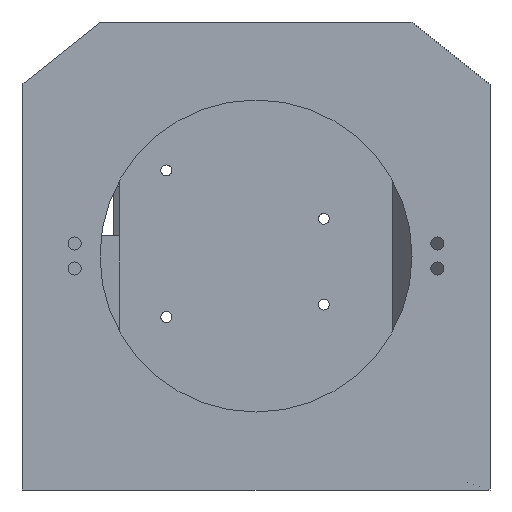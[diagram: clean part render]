
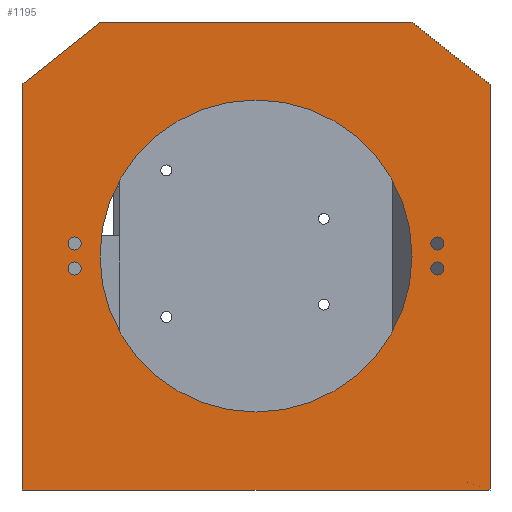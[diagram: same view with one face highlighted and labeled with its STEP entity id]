
A CAD part, front view. The second image highlights one B-rep face of the part: STEP entity #1195.
In plain terms, the highlighted planar face has unit normal (0, -1, 0).
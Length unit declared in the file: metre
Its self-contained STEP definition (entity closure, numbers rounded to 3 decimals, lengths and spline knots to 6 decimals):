
#12=LINE('',#1709,#145);
#13=LINE('',#1712,#146);
#14=LINE('',#1714,#147);
#15=LINE('',#1716,#148);
#16=LINE('',#1718,#149);
#17=LINE('',#1720,#150);
#145=VECTOR('',#1392,1.);
#146=VECTOR('',#1393,1.);
#147=VECTOR('',#1394,1.);
#148=VECTOR('',#1395,1.);
#149=VECTOR('',#1396,1.);
#150=VECTOR('',#1397,1.);
#278=PLANE('',#1282);
#338=ORIENTED_EDGE('',*,*,#660,.F.);
#339=ORIENTED_EDGE('',*,*,#661,.F.);
#340=ORIENTED_EDGE('',*,*,#662,.F.);
#341=ORIENTED_EDGE('',*,*,#663,.T.);
#342=ORIENTED_EDGE('',*,*,#664,.T.);
#343=ORIENTED_EDGE('',*,*,#665,.F.);
#344=ORIENTED_EDGE('',*,*,#666,.F.);
#345=ORIENTED_EDGE('',*,*,#667,.F.);
#346=ORIENTED_EDGE('',*,*,#668,.F.);
#347=ORIENTED_EDGE('',*,*,#669,.T.);
#348=ORIENTED_EDGE('',*,*,#670,.T.);
#660=EDGE_CURVE('',#821,#822,#12,.T.);
#661=EDGE_CURVE('',#823,#821,#13,.T.);
#662=EDGE_CURVE('',#824,#823,#14,.T.);
#663=EDGE_CURVE('',#824,#825,#15,.T.);
#664=EDGE_CURVE('',#825,#826,#16,.T.);
#665=EDGE_CURVE('',#822,#826,#17,.T.);
#666=EDGE_CURVE('',#827,#827,#935,.T.);
#667=EDGE_CURVE('',#828,#828,#936,.T.);
#668=EDGE_CURVE('',#829,#829,#937,.T.);
#669=EDGE_CURVE('',#830,#830,#938,.T.);
#670=EDGE_CURVE('',#831,#831,#939,.T.);
#821=VERTEX_POINT('',#1710);
#822=VERTEX_POINT('',#1711);
#823=VERTEX_POINT('',#1713);
#824=VERTEX_POINT('',#1715);
#825=VERTEX_POINT('',#1717);
#826=VERTEX_POINT('',#1719);
#827=VERTEX_POINT('',#1722);
#828=VERTEX_POINT('',#1724);
#829=VERTEX_POINT('',#1726);
#830=VERTEX_POINT('',#1728);
#831=VERTEX_POINT('',#1730);
#935=CIRCLE('',#1283,0.05);
#936=CIRCLE('',#1284,0.0021);
#937=CIRCLE('',#1285,0.0021);
#938=CIRCLE('',#1286,0.0021);
#939=CIRCLE('',#1287,0.0021);
#963=EDGE_LOOP('',(#338,#339,#340,#341,#342,#343));
#964=EDGE_LOOP('',(#344));
#965=EDGE_LOOP('',(#345));
#966=EDGE_LOOP('',(#346));
#967=EDGE_LOOP('',(#347));
#968=EDGE_LOOP('',(#348));
#1074=FACE_BOUND('',#963,.T.);
#1075=FACE_BOUND('',#964,.T.);
#1076=FACE_BOUND('',#965,.T.);
#1077=FACE_BOUND('',#966,.T.);
#1078=FACE_BOUND('',#967,.T.);
#1079=FACE_BOUND('',#968,.T.);
#1195=ADVANCED_FACE('',(#1074,#1075,#1076,#1077,#1078,#1079),#278,.T.);
#1282=AXIS2_PLACEMENT_3D('',#1708,#1390,#1391);
#1283=AXIS2_PLACEMENT_3D('',#1721,#1398,#1399);
#1284=AXIS2_PLACEMENT_3D('',#1723,#1400,#1401);
#1285=AXIS2_PLACEMENT_3D('',#1725,#1402,#1403);
#1286=AXIS2_PLACEMENT_3D('',#1727,#1404,#1405);
#1287=AXIS2_PLACEMENT_3D('',#1729,#1406,#1407);
#1390=DIRECTION('',(0.,-1.,0.));
#1391=DIRECTION('',(1.,0.,0.));
#1392=DIRECTION('',(0.781,0.,-0.625));
#1393=DIRECTION('',(1.,0.,0.));
#1394=DIRECTION('',(0.781,0.,0.625));
#1395=DIRECTION('',(0.,0.,-1.));
#1396=DIRECTION('',(1.,0.,0.));
#1397=DIRECTION('',(0.,0.,-1.));
#1398=DIRECTION('',(0.,-1.,0.));
#1399=DIRECTION('',(0.,0.,-1.));
#1400=DIRECTION('',(0.,-1.,0.));
#1401=DIRECTION('',(0.,0.,-1.));
#1402=DIRECTION('',(0.,-1.,0.));
#1403=DIRECTION('',(0.,0.,-1.));
#1404=DIRECTION('',(0.,1.,0.));
#1405=DIRECTION('',(0.,0.,-1.));
#1406=DIRECTION('',(0.,1.,0.));
#1407=DIRECTION('',(0.,0.,-1.));
#1708=CARTESIAN_POINT('',(0.095618,-0.0425,0.075));
#1709=CARTESIAN_POINT('',(0.151716,-0.0425,0.145122));
#1710=CARTESIAN_POINT('',(0.145618,-0.0425,0.15));
#1711=CARTESIAN_POINT('',(0.170618,-0.0425,0.13));
#1712=CARTESIAN_POINT('',(0.058118,-0.0425,0.15));
#1713=CARTESIAN_POINT('',(0.045618,-0.0425,0.15));
#1714=CARTESIAN_POINT('',(0.03952,-0.0425,0.145122));
#1715=CARTESIAN_POINT('',(0.020618,-0.0425,0.13));
#1716=CARTESIAN_POINT('',(0.020618,-0.0425,0.15));
#1717=CARTESIAN_POINT('',(0.020618,-0.0425,0.));
#1718=CARTESIAN_POINT('',(0.058118,-0.0425,0.));
#1719=CARTESIAN_POINT('',(0.170618,-0.0425,0.));
#1720=CARTESIAN_POINT('',(0.170618,-0.0425,0.15));
#1721=CARTESIAN_POINT('',(0.095618,-0.0425,0.075));
#1722=CARTESIAN_POINT('',(0.095618,-0.0425,0.025));
#1723=CARTESIAN_POINT('',(0.037489,-0.0425,0.079));
#1724=CARTESIAN_POINT('',(0.037489,-0.0425,0.0769));
#1725=CARTESIAN_POINT('',(0.037489,-0.0425,0.071));
#1726=CARTESIAN_POINT('',(0.037489,-0.0425,0.0689));
#1727=CARTESIAN_POINT('',(0.153747,-0.0425,0.079));
#1728=CARTESIAN_POINT('',(0.153747,-0.0425,0.0769));
#1729=CARTESIAN_POINT('',(0.153747,-0.0425,0.071));
#1730=CARTESIAN_POINT('',(0.153747,-0.0425,0.0689));
